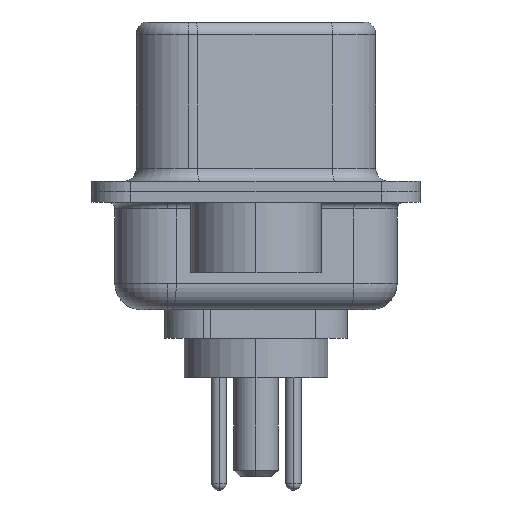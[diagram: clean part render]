
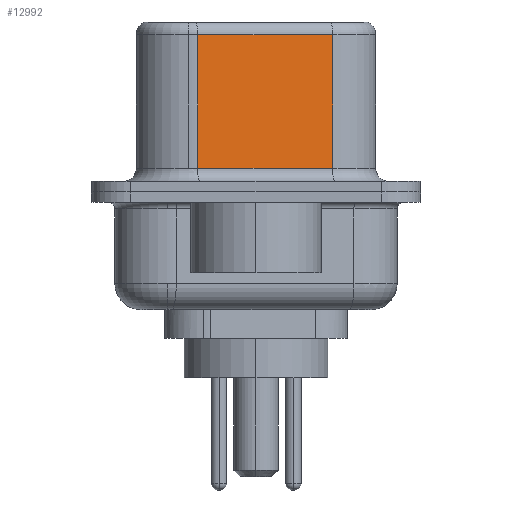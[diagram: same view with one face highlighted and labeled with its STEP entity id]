
A CAD part, left-side view. The second image highlights one B-rep face of the part: STEP entity #12992.
In plain terms, the highlighted planar face has unit normal (-0.985, -0.174, 0).
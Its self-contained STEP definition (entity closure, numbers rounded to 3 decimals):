
#184 = ORIENTED_EDGE ( 'NONE', *, *, #1605, .T. ) ;
#227 = CARTESIAN_POINT ( 'NONE',  ( 4.565, -2.927, 0.9 ) ) ;
#950 = EDGE_CURVE ( 'NONE', #10658, #7740, #7672, .T. ) ;
#963 = ORIENTED_EDGE ( 'NONE', *, *, #950, .T. ) ;
#1215 = LINE ( 'NONE', #5718, #10673 ) ;
#1605 = EDGE_CURVE ( 'NONE', #4989, #12538, #15229, .T. ) ;
#2397 = VECTOR ( 'NONE', #11861, 1000. ) ;
#2522 = CARTESIAN_POINT ( 'NONE',  ( 4.565, -2.927, 6.52 ) ) ;
#2572 = DIRECTION ( 'NONE',  ( 0., 0., -1. ) ) ;
#2655 = ORIENTED_EDGE ( 'NONE', *, *, #13854, .F. ) ;
#3388 = ORIENTED_EDGE ( 'NONE', *, *, #14935, .T. ) ;
#4920 = FACE_OUTER_BOUND ( 'NONE', #13622, .T. ) ;
#4989 = VERTEX_POINT ( 'NONE', #8248 ) ;
#5214 = DIRECTION ( 'NONE',  ( 0.174, -0.985, 0. ) ) ;
#5718 = CARTESIAN_POINT ( 'NONE',  ( 3.655, 2.233, 6.52 ) ) ;
#5765 = PLANE ( 'NONE',  #9405 ) ;
#6278 = CARTESIAN_POINT ( 'NONE',  ( 3.655, 2.233, 0.9 ) ) ;
#7053 = LINE ( 'NONE', #2522, #9954 ) ;
#7672 = LINE ( 'NONE', #227, #13468 ) ;
#7740 = VERTEX_POINT ( 'NONE', #13694 ) ;
#7963 = CARTESIAN_POINT ( 'NONE',  ( 3.655, 2.233, 6.02 ) ) ;
#8072 = DIRECTION ( 'NONE',  ( -0.174, 0.985, 0. ) ) ;
#8248 = CARTESIAN_POINT ( 'NONE',  ( 4.565, -2.927, 6.02 ) ) ;
#9405 = AXIS2_PLACEMENT_3D ( 'NONE', #14253, #15532, #8072 ) ;
#9954 = VECTOR ( 'NONE', #2572, 1000. ) ;
#10658 = VERTEX_POINT ( 'NONE', #6278 ) ;
#10673 = VECTOR ( 'NONE', #14200, 1000. ) ;
#11861 = DIRECTION ( 'NONE',  ( -0.174, 0.985, 0. ) ) ;
#12538 = VERTEX_POINT ( 'NONE', #7963 ) ;
#12992 = ADVANCED_FACE ( 'NONE', ( #4920 ), #5765, .F. ) ;
#13468 = VECTOR ( 'NONE', #5214, 1000. ) ;
#13622 = EDGE_LOOP ( 'NONE', ( #2655, #184, #3388, #963 ) ) ;
#13694 = CARTESIAN_POINT ( 'NONE',  ( 4.565, -2.927, 0.9 ) ) ;
#13854 = EDGE_CURVE ( 'NONE', #4989, #7740, #7053, .T. ) ;
#14200 = DIRECTION ( 'NONE',  ( 0., 0., -1. ) ) ;
#14253 = CARTESIAN_POINT ( 'NONE',  ( 4.565, -2.927, 6.52 ) ) ;
#14561 = CARTESIAN_POINT ( 'NONE',  ( 4.565, -2.927, 6.02 ) ) ;
#14935 = EDGE_CURVE ( 'NONE', #12538, #10658, #1215, .T. ) ;
#15229 = LINE ( 'NONE', #14561, #2397 ) ;
#15532 = DIRECTION ( 'NONE',  ( 0.985, 0.174, 0. ) ) ;
